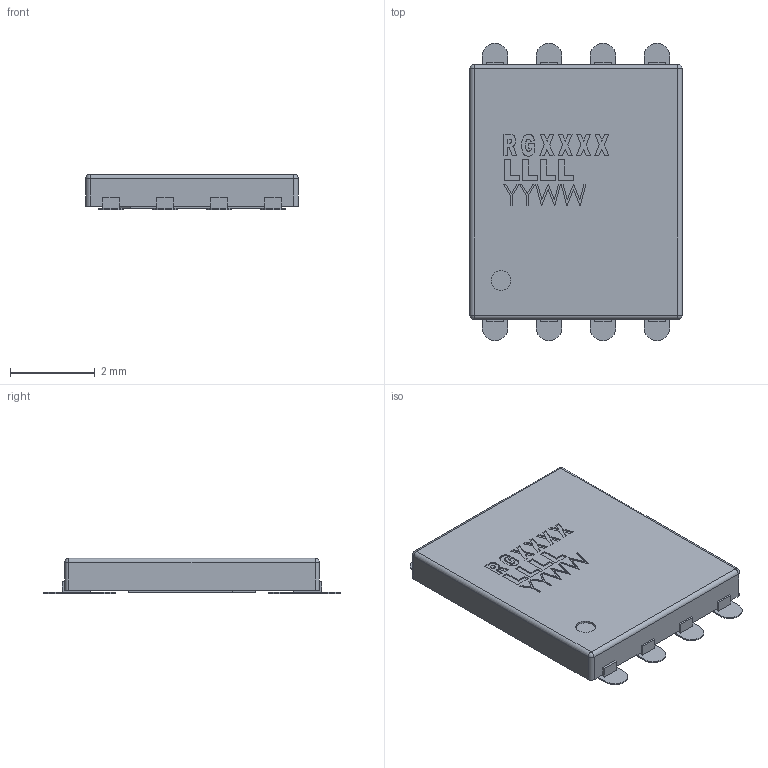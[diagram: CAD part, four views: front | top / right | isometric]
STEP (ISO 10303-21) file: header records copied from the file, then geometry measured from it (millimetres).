
FILE_DESCRIPTION (( 'STEP AP214' ), '1' );
FILE_NAME ('1223EC9E-280F-4DB4-9A85-52DBB461E531.STEP', '2008-06-27T09:45:33', ( 'sysAdmin' ), ( 'SolidWorks' ), 'SwSTEP 2.0', 'SolidWorks 2008', '' );
FILE_SCHEMA (( 'AUTOMOTIVE_DESIGN' ));
Length unit declared in the file: millimetre
Products named in the file (1): 1223EC9E-280F-4DB4-9A85-52DBB461E531
Bounding box: 5 x 7 x 0.83 mm (x, y, z)
Volume: 23.4 mm3; surface area: 90.3 mm2
Topology: 1 solids, 1 shells, 282 faces, 757 edges, 498 vertices
Faces by surface type: plane 233, cylinder 26, bspline 19, sphere 4
Entity records: 10144 total; most frequent: CARTESIAN_POINT 2473, ORIENTED_EDGE 1506, DIRECTION 1295, EDGE_CURVE 753, VECTOR 663, LINE 663, VERTEX_POINT 498, AXIS2_PLACEMENT_3D 316
